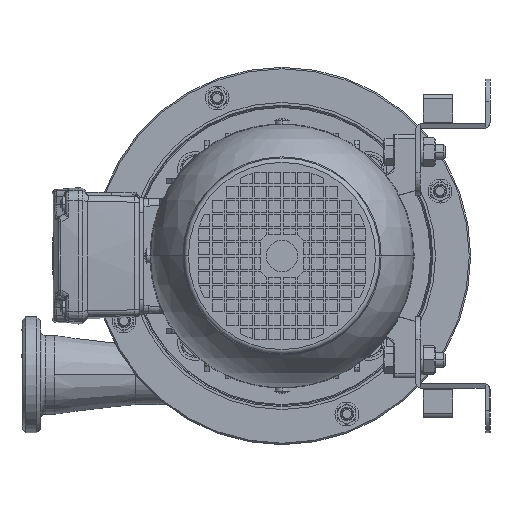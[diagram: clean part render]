
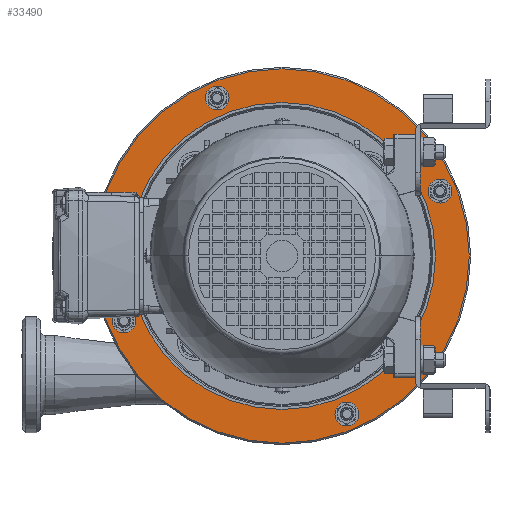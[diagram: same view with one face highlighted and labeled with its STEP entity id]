
A CAD part, left-side view. The second image highlights one B-rep face of the part: STEP entity #33490.
In plain terms, the highlighted face is planar.
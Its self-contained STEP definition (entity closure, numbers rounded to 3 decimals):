
#3060 = DIRECTION ( 'NONE',  ( 0., 0., -1. ) ) ;
#3213 = ORIENTED_EDGE ( 'NONE', *, *, #17752, .F. ) ;
#4117 = AXIS2_PLACEMENT_3D ( 'NONE', #24891, #69204, #31228 ) ;
#4910 = EDGE_LOOP ( 'NONE', ( #25705, #11590 ) ) ;
#5868 = CARTESIAN_POINT ( 'NONE',  ( -106.399, 43.637, 1. ) ) ;
#6282 = EDGE_CURVE ( 'NONE', #17860, #49068, #65440, .T. ) ;
#6650 = CARTESIAN_POINT ( 'NONE',  ( 43.637, 106.399, 1. ) ) ;
#6953 = AXIS2_PLACEMENT_3D ( 'NONE', #6650, #50968, #13021 ) ;
#7483 = DIRECTION ( 'NONE',  ( 0., 0., -1. ) ) ;
#7516 = CIRCLE ( 'NONE', #8000, 126. ) ;
#8000 = AXIS2_PLACEMENT_3D ( 'NONE', #40905, #3060, #47296 ) ;
#8210 = DIRECTION ( 'NONE',  ( 0., 0., -1. ) ) ;
#9155 = EDGE_CURVE ( 'NONE', #47490, #31190, #46134, .T. ) ;
#9831 = AXIS2_PLACEMENT_3D ( 'NONE', #54651, #16722, #61041 ) ;
#10132 = DIRECTION ( 'NONE',  ( 0., 0., -1. ) ) ;
#10715 = CIRCLE ( 'NONE', #65327, 5. ) ;
#11590 = ORIENTED_EDGE ( 'NONE', *, *, #9155, .F. ) ;
#12218 = DIRECTION ( 'NONE',  ( -1., 0., 0. ) ) ;
#12298 = FACE_BOUND ( 'NONE', #80569, .T. ) ;
#12523 = CARTESIAN_POINT ( 'NONE',  ( 106.399, -43.637, 1. ) ) ;
#13021 = DIRECTION ( 'NONE',  ( -1., 0., 0. ) ) ;
#13348 = DIRECTION ( 'NONE',  ( 0., 0., -1. ) ) ;
#14002 = CARTESIAN_POINT ( 'NONE',  ( 0., 0., 1. ) ) ;
#14435 = DIRECTION ( 'NONE',  ( 0., 0., -1. ) ) ;
#16667 = VERTEX_POINT ( 'NONE', #42357 ) ;
#16722 = DIRECTION ( 'NONE',  ( 0., 0., -1. ) ) ;
#17451 = EDGE_CURVE ( 'NONE', #58872, #16667, #10715, .T. ) ;
#17752 = EDGE_CURVE ( 'NONE', #80300, #19095, #43332, .T. ) ;
#17860 = VERTEX_POINT ( 'NONE', #45634 ) ;
#18405 = EDGE_CURVE ( 'NONE', #16667, #58872, #50216, .T. ) ;
#18915 = DIRECTION ( 'NONE',  ( -1., 0., 0. ) ) ;
#19023 = CARTESIAN_POINT ( 'NONE',  ( 126., 0., 1. ) ) ;
#19095 = VERTEX_POINT ( 'NONE', #74001 ) ;
#19542 = AXIS2_PLACEMENT_3D ( 'NONE', #14002, #58339, #20384 ) ;
#20384 = DIRECTION ( 'NONE',  ( -1., 0., 0. ) ) ;
#20396 = CARTESIAN_POINT ( 'NONE',  ( 0., 0., 1. ) ) ;
#21549 = ORIENTED_EDGE ( 'NONE', *, *, #48222, .F. ) ;
#21755 = EDGE_CURVE ( 'NONE', #29468, #66193, #70828, .T. ) ;
#21925 = CIRCLE ( 'NONE', #36053, 5. ) ;
#22423 = ORIENTED_EDGE ( 'NONE', *, *, #17451, .F. ) ;
#22610 = CARTESIAN_POINT ( 'NONE',  ( 101.399, -43.637, 1. ) ) ;
#23524 = AXIS2_PLACEMENT_3D ( 'NONE', #5868, #50175, #12218 ) ;
#23653 = VERTEX_POINT ( 'NONE', #48751 ) ;
#24891 = CARTESIAN_POINT ( 'NONE',  ( 0., 0., 1. ) ) ;
#25210 = VERTEX_POINT ( 'NONE', #19023 ) ;
#25413 = CIRCLE ( 'NONE', #9831, 5. ) ;
#25705 = ORIENTED_EDGE ( 'NONE', *, *, #46829, .F. ) ;
#26737 = DIRECTION ( 'NONE',  ( 0., 0., -1. ) ) ;
#29127 = FACE_BOUND ( 'NONE', #4910, .T. ) ;
#29468 = VERTEX_POINT ( 'NONE', #77564 ) ;
#31115 = FACE_OUTER_BOUND ( 'NONE', #33036, .T. ) ;
#31190 = VERTEX_POINT ( 'NONE', #71154 ) ;
#31228 = DIRECTION ( 'NONE',  ( -1., 0., 0. ) ) ;
#31960 = EDGE_CURVE ( 'NONE', #19095, #80300, #25413, .T. ) ;
#33036 = EDGE_LOOP ( 'NONE', ( #43620, #80845 ) ) ;
#33490 = ADVANCED_FACE ( 'NONE', ( #31115, #79659, #29127, #12298, #45947, #77683 ), #51965, .T. ) ;
#34731 = ORIENTED_EDGE ( 'NONE', *, *, #21755, .F. ) ;
#36053 = AXIS2_PLACEMENT_3D ( 'NONE', #45355, #7483, #51812 ) ;
#37377 = EDGE_CURVE ( 'NONE', #25210, #23653, #7516, .T. ) ;
#38642 = AXIS2_PLACEMENT_3D ( 'NONE', #48045, #10132, #54459 ) ;
#40040 = EDGE_LOOP ( 'NONE', ( #74058, #22423 ) ) ;
#40905 = CARTESIAN_POINT ( 'NONE',  ( 0., 0., 1. ) ) ;
#42357 = CARTESIAN_POINT ( 'NONE',  ( -38.637, -106.399, 1. ) ) ;
#43332 = CIRCLE ( 'NONE', #6953, 5. ) ;
#43620 = ORIENTED_EDGE ( 'NONE', *, *, #37377, .T. ) ;
#45355 = CARTESIAN_POINT ( 'NONE',  ( 106.399, -43.637, 1. ) ) ;
#45634 = CARTESIAN_POINT ( 'NONE',  ( -111.399, 43.637, 1. ) ) ;
#45947 = FACE_BOUND ( 'NONE', #71374, .T. ) ;
#46105 = CARTESIAN_POINT ( 'NONE',  ( -43.637, -106.399, 1. ) ) ;
#46134 = CIRCLE ( 'NONE', #68454, 5. ) ;
#46829 = EDGE_CURVE ( 'NONE', #31190, #47490, #21925, .T. ) ;
#47296 = DIRECTION ( 'NONE',  ( -1., 0., 0. ) ) ;
#47490 = VERTEX_POINT ( 'NONE', #22610 ) ;
#48045 = CARTESIAN_POINT ( 'NONE',  ( -43.637, -106.399, 1. ) ) ;
#48222 = EDGE_CURVE ( 'NONE', #49068, #17860, #65324, .T. ) ;
#48629 = AXIS2_PLACEMENT_3D ( 'NONE', #20396, #26737, #71094 ) ;
#48751 = CARTESIAN_POINT ( 'NONE',  ( -126., 0., 1. ) ) ;
#48859 = CARTESIAN_POINT ( 'NONE',  ( -101.399, 43.637, 1. ) ) ;
#49068 = VERTEX_POINT ( 'NONE', #48859 ) ;
#50175 = DIRECTION ( 'NONE',  ( 0., 0., -1. ) ) ;
#50216 = CIRCLE ( 'NONE', #38642, 5. ) ;
#50968 = DIRECTION ( 'NONE',  ( 0., 0., -1. ) ) ;
#51309 = CARTESIAN_POINT ( 'NONE',  ( -106.399, 43.637, 1. ) ) ;
#51812 = DIRECTION ( 'NONE',  ( -1., 0., 0. ) ) ;
#51965 = PLANE ( 'NONE',  #48629 ) ;
#51980 = EDGE_CURVE ( 'NONE', #23653, #25210, #57871, .T. ) ;
#52375 = CARTESIAN_POINT ( 'NONE',  ( 0., 0., 1. ) ) ;
#52537 = DIRECTION ( 'NONE',  ( -1., 0., 0. ) ) ;
#54459 = DIRECTION ( 'NONE',  ( -1., 0., 0. ) ) ;
#54651 = CARTESIAN_POINT ( 'NONE',  ( 43.637, 106.399, 1. ) ) ;
#56883 = DIRECTION ( 'NONE',  ( 0., 0., -1. ) ) ;
#57702 = DIRECTION ( 'NONE',  ( -1., 0., 0. ) ) ;
#57871 = CIRCLE ( 'NONE', #4117, 126. ) ;
#58339 = DIRECTION ( 'NONE',  ( 0., 0., -1. ) ) ;
#58708 = ORIENTED_EDGE ( 'NONE', *, *, #60782, .F. ) ;
#58757 = DIRECTION ( 'NONE',  ( -1., 0., 0. ) ) ;
#58872 = VERTEX_POINT ( 'NONE', #71322 ) ;
#59206 = ORIENTED_EDGE ( 'NONE', *, *, #6282, .F. ) ;
#60492 = ORIENTED_EDGE ( 'NONE', *, *, #31960, .F. ) ;
#60782 = EDGE_CURVE ( 'NONE', #66193, #29468, #61824, .T. ) ;
#61041 = DIRECTION ( 'NONE',  ( -1., 0., 0. ) ) ;
#61824 = CIRCLE ( 'NONE', #19542, 64.2 ) ;
#65324 = CIRCLE ( 'NONE', #23524, 5. ) ;
#65327 = AXIS2_PLACEMENT_3D ( 'NONE', #46105, #8210, #52537 ) ;
#65440 = CIRCLE ( 'NONE', #77292, 5. ) ;
#66193 = VERTEX_POINT ( 'NONE', #66828 ) ;
#66498 = AXIS2_PLACEMENT_3D ( 'NONE', #52375, #14435, #58757 ) ;
#66828 = CARTESIAN_POINT ( 'NONE',  ( 64.2, 0., 1. ) ) ;
#68454 = AXIS2_PLACEMENT_3D ( 'NONE', #12523, #56883, #18915 ) ;
#69204 = DIRECTION ( 'NONE',  ( 0., 0., -1. ) ) ;
#70828 = CIRCLE ( 'NONE', #66498, 64.2 ) ;
#71094 = DIRECTION ( 'NONE',  ( -1., 0., 0. ) ) ;
#71154 = CARTESIAN_POINT ( 'NONE',  ( 111.399, -43.637, 1. ) ) ;
#71322 = CARTESIAN_POINT ( 'NONE',  ( -48.637, -106.399, 1. ) ) ;
#71374 = EDGE_LOOP ( 'NONE', ( #3213, #60492 ) ) ;
#72772 = EDGE_LOOP ( 'NONE', ( #34731, #58708 ) ) ;
#74001 = CARTESIAN_POINT ( 'NONE',  ( 38.637, 106.399, 1. ) ) ;
#74058 = ORIENTED_EDGE ( 'NONE', *, *, #18405, .F. ) ;
#75661 = CARTESIAN_POINT ( 'NONE',  ( 48.637, 106.399, 1. ) ) ;
#77292 = AXIS2_PLACEMENT_3D ( 'NONE', #51309, #13348, #57702 ) ;
#77564 = CARTESIAN_POINT ( 'NONE',  ( -64.2, 0., 1. ) ) ;
#77683 = FACE_BOUND ( 'NONE', #72772, .T. ) ;
#79659 = FACE_BOUND ( 'NONE', #40040, .T. ) ;
#80300 = VERTEX_POINT ( 'NONE', #75661 ) ;
#80569 = EDGE_LOOP ( 'NONE', ( #21549, #59206 ) ) ;
#80845 = ORIENTED_EDGE ( 'NONE', *, *, #51980, .T. ) ;
